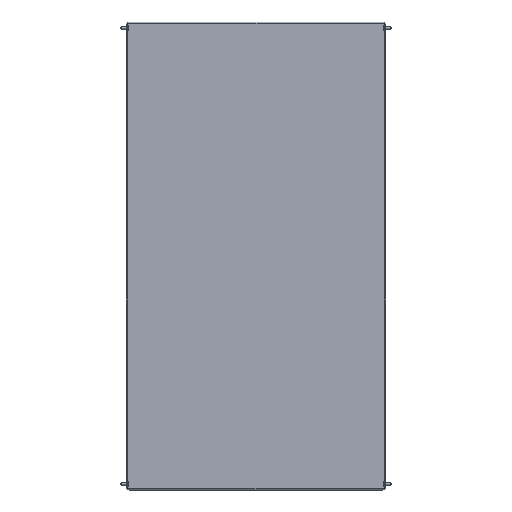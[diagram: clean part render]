
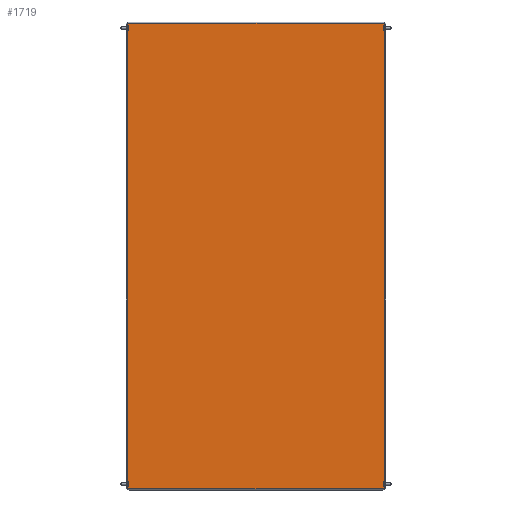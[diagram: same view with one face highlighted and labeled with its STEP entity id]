
A CAD part, top view. The second image highlights one B-rep face of the part: STEP entity #1719.
In plain terms, the highlighted planar face has unit normal (0, 0, 1).
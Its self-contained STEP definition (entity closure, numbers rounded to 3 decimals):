
#133 = EDGE_CURVE ( 'NONE', #1652, #1504, #1135, .T. ) ;
#322 = ORIENTED_EDGE ( 'NONE', *, *, #1952, .T. ) ;
#347 = DIRECTION ( 'NONE',  ( 0., -1., 0. ) ) ;
#390 = CARTESIAN_POINT ( 'NONE',  ( 246.5, -446.5, 0. ) ) ;
#425 = DIRECTION ( 'NONE',  ( 1., 0., 0. ) ) ;
#462 = CARTESIAN_POINT ( 'NONE',  ( 0., 0., 0. ) ) ;
#496 = LINE ( 'NONE', #529, #2313 ) ;
#529 = CARTESIAN_POINT ( 'NONE',  ( -246.5, 449., 0. ) ) ;
#591 = CARTESIAN_POINT ( 'NONE',  ( -246.5, -446.5, 0. ) ) ;
#614 = VERTEX_POINT ( 'NONE', #1123 ) ;
#678 = VECTOR ( 'NONE', #1196, 1000. ) ;
#680 = VECTOR ( 'NONE', #792, 1000. ) ;
#792 = DIRECTION ( 'NONE',  ( -1., 0., 0. ) ) ;
#818 = CARTESIAN_POINT ( 'NONE',  ( 246.5, 446.5, 0. ) ) ;
#842 = CARTESIAN_POINT ( 'NONE',  ( 246.5, 449., 0. ) ) ;
#932 = CARTESIAN_POINT ( 'NONE',  ( -246.5, -446.5, 0. ) ) ;
#1123 = CARTESIAN_POINT ( 'NONE',  ( -246.5, 446.5, 0. ) ) ;
#1135 = LINE ( 'NONE', #591, #2304 ) ;
#1165 = ORIENTED_EDGE ( 'NONE', *, *, #1805, .T. ) ;
#1196 = DIRECTION ( 'NONE',  ( 0., 1., 0. ) ) ;
#1353 = FACE_OUTER_BOUND ( 'NONE', #2212, .T. ) ;
#1377 = LINE ( 'NONE', #842, #678 ) ;
#1504 = VERTEX_POINT ( 'NONE', #390 ) ;
#1573 = DIRECTION ( 'NONE',  ( 0., 0., 1. ) ) ;
#1652 = VERTEX_POINT ( 'NONE', #932 ) ;
#1719 = ADVANCED_FACE ( 'NONE', ( #1353 ), #2109, .T. ) ;
#1723 = LINE ( 'NONE', #818, #680 ) ;
#1791 = ORIENTED_EDGE ( 'NONE', *, *, #2228, .T. ) ;
#1805 = EDGE_CURVE ( 'NONE', #1504, #2269, #1377, .T. ) ;
#1881 = ORIENTED_EDGE ( 'NONE', *, *, #133, .T. ) ;
#1952 = EDGE_CURVE ( 'NONE', #614, #1652, #496, .T. ) ;
#2072 = CARTESIAN_POINT ( 'NONE',  ( 246.5, 446.5, 0. ) ) ;
#2109 = PLANE ( 'NONE',  #2203 ) ;
#2117 = DIRECTION ( 'NONE',  ( 1., 0., 0. ) ) ;
#2203 = AXIS2_PLACEMENT_3D ( 'NONE', #462, #1573, #2117 ) ;
#2212 = EDGE_LOOP ( 'NONE', ( #322, #1881, #1165, #1791 ) ) ;
#2228 = EDGE_CURVE ( 'NONE', #2269, #614, #1723, .T. ) ;
#2269 = VERTEX_POINT ( 'NONE', #2072 ) ;
#2304 = VECTOR ( 'NONE', #425, 1000. ) ;
#2313 = VECTOR ( 'NONE', #347, 1000. ) ;
